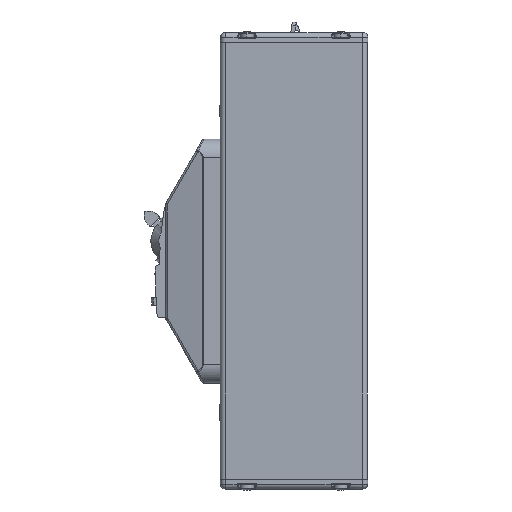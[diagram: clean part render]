
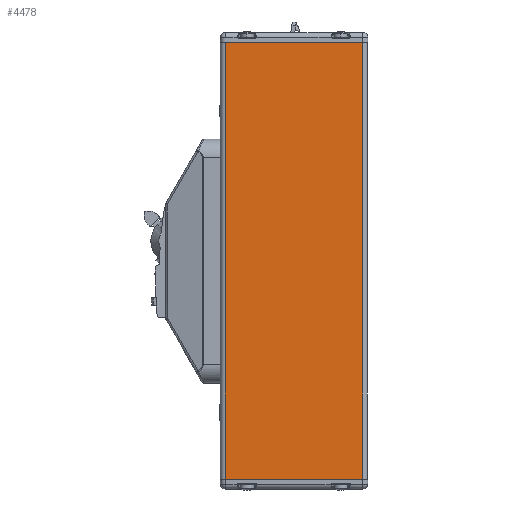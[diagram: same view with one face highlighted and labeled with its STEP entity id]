
A CAD part, left-side view. The second image highlights one B-rep face of the part: STEP entity #4478.
In plain terms, the highlighted planar face has unit normal (-1, 0, 0).
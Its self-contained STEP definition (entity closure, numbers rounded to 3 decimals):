
#4478=ADVANCED_FACE('',(#9059),#9060,.F.);
#9059=FACE_OUTER_BOUND('',#32470,.T.);
#9060=PLANE('',#32471);
#32470=EDGE_LOOP('',(#49757,#49758,#49759,#49760));
#32471=AXIS2_PLACEMENT_3D('',#49761,#49762,#49763);
#49757=ORIENTED_EDGE('',*,*,#60493,.T.);
#49758=ORIENTED_EDGE('',*,*,#61136,.F.);
#49759=ORIENTED_EDGE('',*,*,#60937,.F.);
#49760=ORIENTED_EDGE('',*,*,#61094,.T.);
#49761=CARTESIAN_POINT('',(-29.895,1.987,177.0));
#49762=DIRECTION('',(1.0,0.0,0.0));
#49763=DIRECTION('',(0.0,1.0,0.0));
#60493=EDGE_CURVE('',#69873,#69871,#69874,.T.);
#60937=EDGE_CURVE('',#70757,#70759,#70760,.T.);
#61094=EDGE_CURVE('',#70757,#69873,#70918,.T.);
#61136=EDGE_CURVE('',#70759,#69871,#70960,.T.);
#69871=VERTEX_POINT('',#90285);
#69873=VERTEX_POINT('',#90290);
#69874=LINE('',#90291,#90292);
#70757=VERTEX_POINT('',#92219);
#70759=VERTEX_POINT('',#92224);
#70760=LINE('',#92225,#92226);
#70918=LINE('',#92542,#92543);
#70960=LINE('',#92626,#92627);
#90285=CARTESIAN_POINT('',(-29.895,1.987,0.0));
#90290=CARTESIAN_POINT('',(-29.895,57.616,0.0));
#90291=CARTESIAN_POINT('',(-29.895,1.987,0.0));
#90292=VECTOR('',#106281,1.0);
#92219=CARTESIAN_POINT('',(-29.895,57.616,177.0));
#92224=CARTESIAN_POINT('',(-29.895,1.987,177.0));
#92225=CARTESIAN_POINT('',(-29.895,1.987,177.0));
#92226=VECTOR('',#106492,1.0);
#92542=CARTESIAN_POINT('',(-29.895,57.616,177.0));
#92543=VECTOR('',#106648,1.0);
#92626=CARTESIAN_POINT('',(-29.895,1.987,177.0));
#92627=VECTOR('',#106690,1.0);
#106281=DIRECTION('',(0.0,-1.0,0.0));
#106492=DIRECTION('',(0.0,-1.0,0.0));
#106648=DIRECTION('',(0.0,0.0,-1.0));
#106690=DIRECTION('',(0.0,0.0,-1.0));
